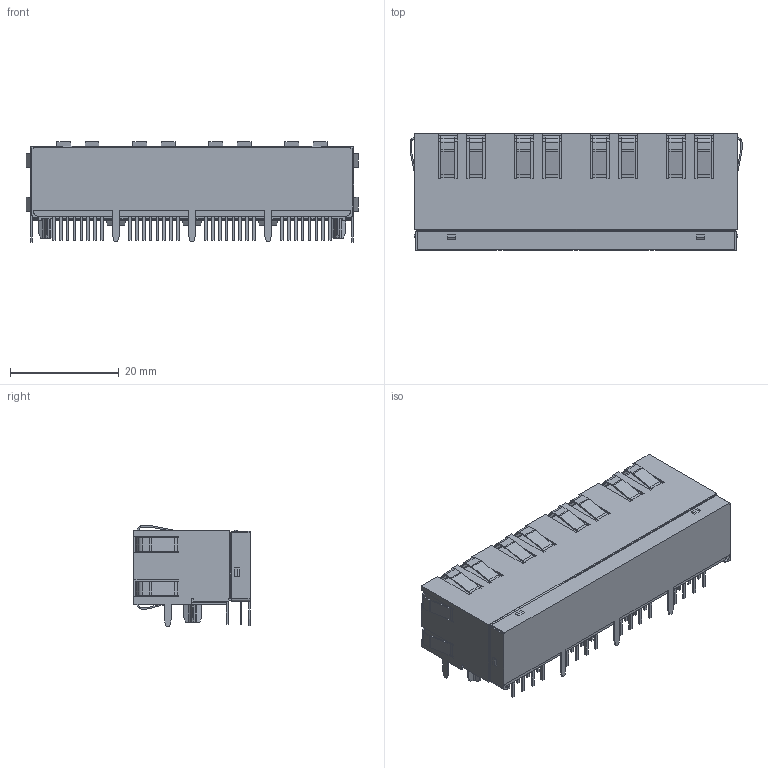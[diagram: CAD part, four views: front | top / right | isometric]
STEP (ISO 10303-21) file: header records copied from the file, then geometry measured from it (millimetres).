
FILE_DESCRIPTION((''),'2;1');
FILE_NAME('TYCO_5406203-3.stp','2008-10-29T16:06:04',(''),(''),'Mechanical Desktop 2006','Mechanical Desktop 2006',', , ');
FILE_SCHEMA(('AUTOMOTIVE_DESIGN { 1 2 10303 214 0 1 1 1 }'));
Length unit declared in the file: millimetre
Products named in the file (1): TYCO_5406203-3_3D
Bounding box: 61.01 x 21.34 x 18.5 mm (x, y, z)
Volume: 11899.7 mm3; surface area: 12989.5 mm2
Topology: 1 solids, 1 shells, 1168 faces, 3507 edges, 2322 vertices
Faces by surface type: plane 999, cylinder 167, bspline 2
Entity records: 39236 total; most frequent: CARTESIAN_POINT 7272, ORIENTED_EDGE 7014, DIRECTION 6089, EDGE_CURVE 3507, VECTOR 3155, LINE 3155, VERTEX_POINT 2322, AXIS2_PLACEMENT_3D 1467
